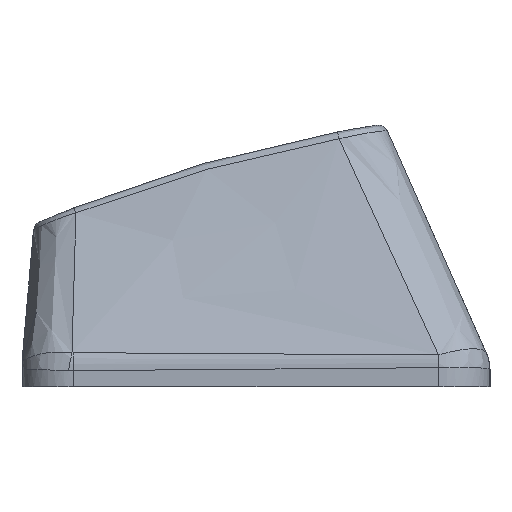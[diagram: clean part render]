
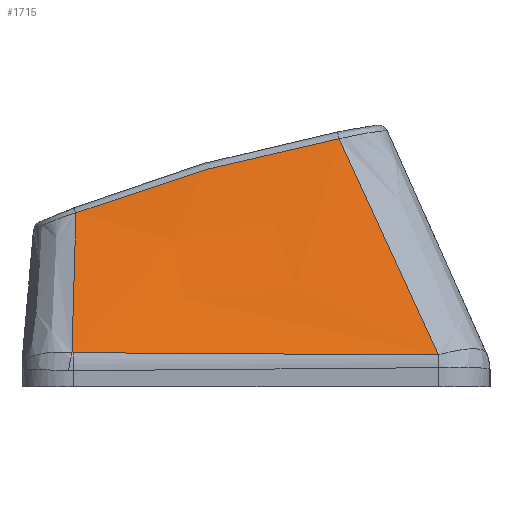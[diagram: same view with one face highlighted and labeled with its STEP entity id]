
A CAD part, left-side view. The second image highlights one B-rep face of the part: STEP entity #1715.
In plain terms, the highlighted free-form (B-spline) face has degree [3, 3] with [4, 4] control points.
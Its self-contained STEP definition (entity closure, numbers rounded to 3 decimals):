
#378=FACE_OUTER_BOUND('',#482,.T.);
#482=EDGE_LOOP('',(#1214,#1215,#1216,#1217,#1218));
#585=B_SPLINE_CURVE_WITH_KNOTS('',3,(#2551,#2552,#2553,#2554),
 .UNSPECIFIED.,.F.,.F.,(4,4),(0.,0.005),.UNSPECIFIED.);
#586=B_SPLINE_CURVE_WITH_KNOTS('',3,(#2574,#2575,#2576,#2577),
 .UNSPECIFIED.,.F.,.F.,(4,4),(-1.416,0.),
 .UNSPECIFIED.);
#602=B_SPLINE_CURVE_WITH_KNOTS('',3,(#2871,#2872,#2873,#2874),
 .UNSPECIFIED.,.F.,.F.,(4,4),(0.038,0.653),
 .UNSPECIFIED.);
#604=B_SPLINE_CURVE_WITH_KNOTS('',3,(#2898,#2899,#2900,#2901),
 .UNSPECIFIED.,.F.,.F.,(4,4),(-0.995,-0.027),
 .UNSPECIFIED.);
#605=B_SPLINE_CURVE_WITH_KNOTS('',3,(#2902,#2903,#2904,#2905),
 .UNSPECIFIED.,.F.,.F.,(4,4),(-1.059,0.),.UNSPECIFIED.);
#718=VERTEX_POINT('',#2519);
#720=VERTEX_POINT('',#2549);
#722=VERTEX_POINT('',#2572);
#738=VERTEX_POINT('',#2870);
#739=VERTEX_POINT('',#2897);
#894=EDGE_CURVE('',#720,#718,#585,.T.);
#896=EDGE_CURVE('',#722,#720,#586,.T.);
#925=EDGE_CURVE('',#718,#738,#602,.T.);
#927=EDGE_CURVE('',#739,#722,#604,.T.);
#928=EDGE_CURVE('',#738,#739,#605,.T.);
#1214=ORIENTED_EDGE('',*,*,#894,.F.);
#1215=ORIENTED_EDGE('',*,*,#896,.F.);
#1216=ORIENTED_EDGE('',*,*,#927,.F.);
#1217=ORIENTED_EDGE('',*,*,#928,.F.);
#1218=ORIENTED_EDGE('',*,*,#925,.F.);
#1680=B_SPLINE_SURFACE_WITH_KNOTS('',3,3,((#2881,#2882,#2883,#2884),(#2885,
#2886,#2887,#2888),(#2889,#2890,#2891,#2892),(#2893,#2894,#2895,#2896)),
 .UNSPECIFIED.,.F.,.F.,.F.,(4,4),(4,4),(0.107,0.895),
(0.027,0.971),.UNSPECIFIED.);
#1715=ADVANCED_FACE('',(#378),#1680,.T.);
#2519=CARTESIAN_POINT('',(-63.673,7.141,0.333));
#2549=CARTESIAN_POINT('',(-63.676,7.092,0.328));
#2551=CARTESIAN_POINT('Ctrl Pts',(-63.676,7.092,0.328));
#2552=CARTESIAN_POINT('Ctrl Pts',(-63.676,7.108,0.328));
#2553=CARTESIAN_POINT('Ctrl Pts',(-63.675,7.125,0.33));
#2554=CARTESIAN_POINT('Ctrl Pts',(-63.673,7.141,0.333));
#2572=CARTESIAN_POINT('',(-63.767,-7.074,0.238));
#2574=CARTESIAN_POINT('Ctrl Pts',(-63.767,-7.074,0.238));
#2575=CARTESIAN_POINT('Ctrl Pts',(-63.756,-2.354,0.253));
#2576=CARTESIAN_POINT('Ctrl Pts',(-63.745,2.365,0.275));
#2577=CARTESIAN_POINT('Ctrl Pts',(-63.676,7.092,0.328));
#2870=CARTESIAN_POINT('',(-60.854,6.988,5.753));
#2871=CARTESIAN_POINT('Ctrl Pts',(-63.673,7.141,0.333));
#2872=CARTESIAN_POINT('Ctrl Pts',(-62.722,7.069,2.136));
#2873=CARTESIAN_POINT('Ctrl Pts',(-61.782,7.014,3.943));
#2874=CARTESIAN_POINT('Ctrl Pts',(-60.854,6.988,5.753));
#2881=CARTESIAN_POINT('Ctrl Pts',(-63.767,7.139,0.157));
#2882=CARTESIAN_POINT('Ctrl Pts',(-62.788,7.163,2.009));
#2883=CARTESIAN_POINT('Ctrl Pts',(-61.809,7.188,3.861));
#2884=CARTESIAN_POINT('Ctrl Pts',(-60.83,7.213,5.713));
#2885=CARTESIAN_POINT('Ctrl Pts',(-63.767,2.404,0.193));
#2886=CARTESIAN_POINT('Ctrl Pts',(-62.788,2.842,2.483));
#2887=CARTESIAN_POINT('Ctrl Pts',(-61.809,3.279,4.772));
#2888=CARTESIAN_POINT('Ctrl Pts',(-60.83,3.716,7.061));
#2889=CARTESIAN_POINT('Ctrl Pts',(-63.767,-2.334,0.221));
#2890=CARTESIAN_POINT('Ctrl Pts',(-62.788,-1.529,2.835));
#2891=CARTESIAN_POINT('Ctrl Pts',(-61.809,-0.724,5.449));
#2892=CARTESIAN_POINT('Ctrl Pts',(-60.83,0.081,
8.062));
#2893=CARTESIAN_POINT('Ctrl Pts',(-63.767,-7.074,0.238));
#2894=CARTESIAN_POINT('Ctrl Pts',(-62.788,-5.923,3.058));
#2895=CARTESIAN_POINT('Ctrl Pts',(-61.809,-4.772,5.878));
#2896=CARTESIAN_POINT('Ctrl Pts',(-60.83,-3.62,8.697));
#2897=CARTESIAN_POINT('',(-60.83,-3.216,8.626));
#2898=CARTESIAN_POINT('Ctrl Pts',(-60.83,-3.216,8.626));
#2899=CARTESIAN_POINT('Ctrl Pts',(-61.818,-4.511,5.836));
#2900=CARTESIAN_POINT('Ctrl Pts',(-62.794,-5.795,3.039));
#2901=CARTESIAN_POINT('Ctrl Pts',(-63.767,-7.074,0.238));
#2902=CARTESIAN_POINT('Ctrl Pts',(-60.854,6.988,5.753));
#2903=CARTESIAN_POINT('Ctrl Pts',(-60.843,3.682,7.019));
#2904=CARTESIAN_POINT('Ctrl Pts',(-60.834,0.264,7.991));
#2905=CARTESIAN_POINT('Ctrl Pts',(-60.83,-3.216,8.626));
